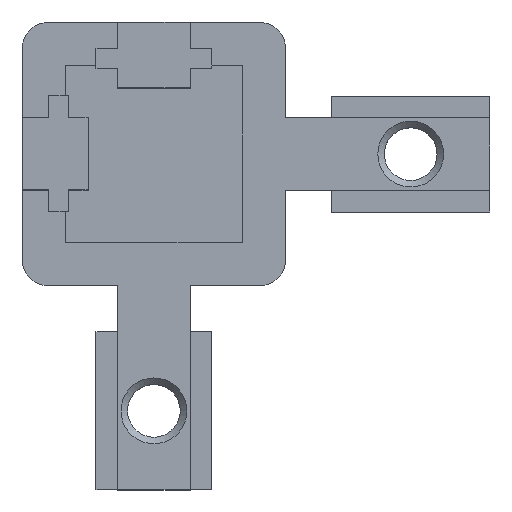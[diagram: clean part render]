
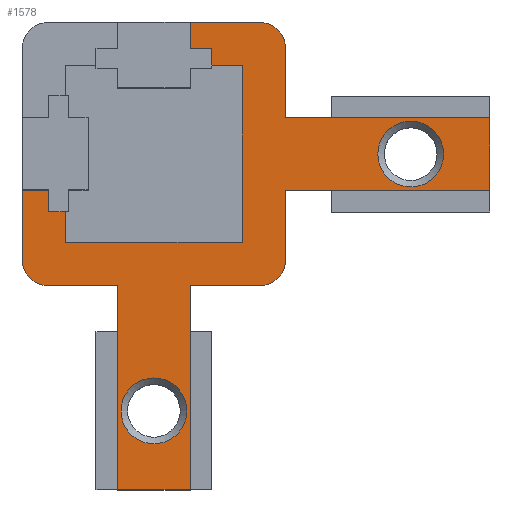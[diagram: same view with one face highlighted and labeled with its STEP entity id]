
A CAD part, top view. The second image highlights one B-rep face of the part: STEP entity #1578.
In plain terms, the highlighted planar face has unit normal (0, 0, 1).
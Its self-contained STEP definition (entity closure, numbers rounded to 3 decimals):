
#23=FACE_BOUND('',#171,.T.);
#24=FACE_BOUND('',#172,.T.);
#32=CIRCLE('',#1670,2.);
#33=CIRCLE('',#1679,2.);
#34=CIRCLE('',#1680,2.);
#35=CIRCLE('',#1681,2.5);
#36=CIRCLE('',#1682,2.5);
#37=CIRCLE('',#1683,2.5);
#38=CIRCLE('',#1684,2.5);
#92=FACE_OUTER_BOUND('',#170,.T.);
#170=EDGE_LOOP('',(#1091,#1092,#1093,#1094,#1095,#1096,#1097,#1098,#1099,
#1100,#1101,#1102,#1103,#1104,#1105,#1106,#1107,#1108,#1109,#1110,#1111));
#171=EDGE_LOOP('',(#1112,#1113));
#172=EDGE_LOOP('',(#1114,#1115));
#243=LINE('',#2219,#439);
#260=LINE('',#2252,#456);
#262=LINE('',#2261,#458);
#272=LINE('',#2280,#468);
#281=LINE('',#2299,#477);
#282=LINE('',#2301,#478);
#283=LINE('',#2303,#479);
#284=LINE('',#2307,#480);
#285=LINE('',#2309,#481);
#286=LINE('',#2311,#482);
#287=LINE('',#2313,#483);
#288=LINE('',#2315,#484);
#289=LINE('',#2317,#485);
#290=LINE('',#2319,#486);
#291=LINE('',#2321,#487);
#292=LINE('',#2325,#488);
#293=LINE('',#2327,#489);
#294=LINE('',#2328,#490);
#439=VECTOR('',#1785,1.);
#456=VECTOR('',#1810,1.);
#458=VECTOR('',#1820,1.);
#468=VECTOR('',#1834,1.);
#477=VECTOR('',#1853,1.);
#478=VECTOR('',#1854,1.);
#479=VECTOR('',#1855,1.);
#480=VECTOR('',#1858,1.);
#481=VECTOR('',#1859,1.);
#482=VECTOR('',#1860,1.);
#483=VECTOR('',#1861,1.);
#484=VECTOR('',#1862,1.);
#485=VECTOR('',#1863,1.);
#486=VECTOR('',#1864,1.);
#487=VECTOR('',#1865,1.);
#488=VECTOR('',#1868,1.);
#489=VECTOR('',#1869,1.);
#490=VECTOR('',#1870,1.);
#635=VERTEX_POINT('',#2217);
#636=VERTEX_POINT('',#2218);
#648=VERTEX_POINT('',#2250);
#650=VERTEX_POINT('',#2256);
#651=VERTEX_POINT('',#2260);
#658=VERTEX_POINT('',#2278);
#663=VERTEX_POINT('',#2298);
#664=VERTEX_POINT('',#2300);
#665=VERTEX_POINT('',#2302);
#666=VERTEX_POINT('',#2304);
#667=VERTEX_POINT('',#2306);
#668=VERTEX_POINT('',#2308);
#669=VERTEX_POINT('',#2310);
#670=VERTEX_POINT('',#2312);
#671=VERTEX_POINT('',#2314);
#672=VERTEX_POINT('',#2316);
#673=VERTEX_POINT('',#2318);
#674=VERTEX_POINT('',#2320);
#675=VERTEX_POINT('',#2322);
#676=VERTEX_POINT('',#2324);
#677=VERTEX_POINT('',#2326);
#678=VERTEX_POINT('',#2329);
#679=VERTEX_POINT('',#2330);
#680=VERTEX_POINT('',#2333);
#681=VERTEX_POINT('',#2334);
#795=EDGE_CURVE('',#635,#636,#243,.T.);
#812=EDGE_CURVE('',#635,#648,#260,.T.);
#815=EDGE_CURVE('',#650,#648,#32,.T.);
#816=EDGE_CURVE('',#650,#651,#262,.T.);
#826=EDGE_CURVE('',#651,#658,#272,.T.);
#835=EDGE_CURVE('',#658,#663,#281,.T.);
#836=EDGE_CURVE('',#664,#663,#282,.T.);
#837=EDGE_CURVE('',#664,#665,#283,.T.);
#838=EDGE_CURVE('',#665,#666,#33,.T.);
#839=EDGE_CURVE('',#667,#666,#284,.T.);
#840=EDGE_CURVE('',#667,#668,#285,.T.);
#841=EDGE_CURVE('',#668,#669,#286,.T.);
#842=EDGE_CURVE('',#670,#669,#287,.T.);
#843=EDGE_CURVE('',#671,#670,#288,.T.);
#844=EDGE_CURVE('',#671,#672,#289,.T.);
#845=EDGE_CURVE('',#673,#672,#290,.T.);
#846=EDGE_CURVE('',#674,#673,#291,.T.);
#847=EDGE_CURVE('',#674,#675,#34,.T.);
#848=EDGE_CURVE('',#675,#676,#292,.T.);
#849=EDGE_CURVE('',#676,#677,#293,.T.);
#850=EDGE_CURVE('',#636,#677,#294,.T.);
#851=EDGE_CURVE('',#678,#679,#35,.T.);
#852=EDGE_CURVE('',#679,#678,#36,.T.);
#853=EDGE_CURVE('',#680,#681,#37,.T.);
#854=EDGE_CURVE('',#681,#680,#38,.T.);
#1091=ORIENTED_EDGE('',*,*,#795,.F.);
#1092=ORIENTED_EDGE('',*,*,#812,.T.);
#1093=ORIENTED_EDGE('',*,*,#815,.F.);
#1094=ORIENTED_EDGE('',*,*,#816,.T.);
#1095=ORIENTED_EDGE('',*,*,#826,.T.);
#1096=ORIENTED_EDGE('',*,*,#835,.T.);
#1097=ORIENTED_EDGE('',*,*,#836,.F.);
#1098=ORIENTED_EDGE('',*,*,#837,.T.);
#1099=ORIENTED_EDGE('',*,*,#838,.T.);
#1100=ORIENTED_EDGE('',*,*,#839,.F.);
#1101=ORIENTED_EDGE('',*,*,#840,.T.);
#1102=ORIENTED_EDGE('',*,*,#841,.T.);
#1103=ORIENTED_EDGE('',*,*,#842,.F.);
#1104=ORIENTED_EDGE('',*,*,#843,.F.);
#1105=ORIENTED_EDGE('',*,*,#844,.T.);
#1106=ORIENTED_EDGE('',*,*,#845,.F.);
#1107=ORIENTED_EDGE('',*,*,#846,.F.);
#1108=ORIENTED_EDGE('',*,*,#847,.T.);
#1109=ORIENTED_EDGE('',*,*,#848,.T.);
#1110=ORIENTED_EDGE('',*,*,#849,.T.);
#1111=ORIENTED_EDGE('',*,*,#850,.F.);
#1112=ORIENTED_EDGE('',*,*,#851,.T.);
#1113=ORIENTED_EDGE('',*,*,#852,.T.);
#1114=ORIENTED_EDGE('',*,*,#853,.T.);
#1115=ORIENTED_EDGE('',*,*,#854,.T.);
#1515=PLANE('',#1678);
#1578=ADVANCED_FACE('',(#92,#23,#24),#1515,.T.);
#1670=AXIS2_PLACEMENT_3D('',#2258,#1816,#1817);
#1678=AXIS2_PLACEMENT_3D('',#2297,#1851,#1852);
#1679=AXIS2_PLACEMENT_3D('',#2305,#1856,#1857);
#1680=AXIS2_PLACEMENT_3D('',#2323,#1866,#1867);
#1681=AXIS2_PLACEMENT_3D('',#2331,#1871,#1872);
#1682=AXIS2_PLACEMENT_3D('',#2332,#1873,#1874);
#1683=AXIS2_PLACEMENT_3D('',#2335,#1875,#1876);
#1684=AXIS2_PLACEMENT_3D('',#2336,#1877,#1878);
#1785=DIRECTION('',(0.,-1.,0.));
#1810=DIRECTION('',(1.,0.,0.));
#1816=DIRECTION('center_axis',(0.,0.,-1.));
#1817=DIRECTION('ref_axis',(1.,0.,0.));
#1820=DIRECTION('',(0.,1.,0.));
#1834=DIRECTION('',(1.,0.,0.));
#1851=DIRECTION('center_axis',(0.,0.,1.));
#1852=DIRECTION('ref_axis',(1.,0.,0.));
#1853=DIRECTION('',(0.,1.,0.));
#1854=DIRECTION('',(1.,0.,0.));
#1855=DIRECTION('',(0.,1.,0.));
#1856=DIRECTION('center_axis',(0.,0.,1.));
#1857=DIRECTION('ref_axis',(1.,0.,0.));
#1858=DIRECTION('',(1.,0.,0.));
#1859=DIRECTION('',(0.,-1.,0.));
#1860=DIRECTION('',(1.,0.,0.));
#1861=DIRECTION('',(0.,1.,0.));
#1862=DIRECTION('',(1.,0.,0.));
#1863=DIRECTION('',(0.,1.,0.));
#1864=DIRECTION('',(1.,0.,0.));
#1865=DIRECTION('',(0.,1.,0.));
#1866=DIRECTION('center_axis',(0.,0.,1.));
#1867=DIRECTION('ref_axis',(1.,0.,0.));
#1868=DIRECTION('',(1.,0.,0.));
#1869=DIRECTION('',(0.,-1.,0.));
#1870=DIRECTION('',(-1.,0.,0.));
#1871=DIRECTION('center_axis',(0.,0.,-1.));
#1872=DIRECTION('ref_axis',(-1.,0.,0.));
#1873=DIRECTION('center_axis',(0.,0.,-1.));
#1874=DIRECTION('ref_axis',(-1.,0.,0.));
#1875=DIRECTION('center_axis',(0.,0.,-1.));
#1876=DIRECTION('ref_axis',(0.,-1.,0.));
#1877=DIRECTION('center_axis',(0.,0.,-1.));
#1878=DIRECTION('ref_axis',(0.,-1.,0.));
#2217=CARTESIAN_POINT('',(12.75,0.,5.5));
#2218=CARTESIAN_POINT('',(12.75,-15.5,5.5));
#2219=CARTESIAN_POINT('',(12.75,0.,5.5));
#2250=CARTESIAN_POINT('',(18.,0.,5.5));
#2252=CARTESIAN_POINT('',(0.,0.,5.5));
#2256=CARTESIAN_POINT('',(20.,2.,5.5));
#2258=CARTESIAN_POINT('Origin',(18.,2.,5.5));
#2260=CARTESIAN_POINT('',(20.,7.25,5.5));
#2261=CARTESIAN_POINT('',(20.,0.,5.5));
#2278=CARTESIAN_POINT('',(35.5,7.25,5.5));
#2280=CARTESIAN_POINT('',(20.,7.25,5.5));
#2297=CARTESIAN_POINT('Origin',(15.566,4.434,5.5));
#2298=CARTESIAN_POINT('',(35.5,12.75,5.5));
#2299=CARTESIAN_POINT('',(35.5,7.25,5.5));
#2300=CARTESIAN_POINT('',(20.,12.75,5.5));
#2301=CARTESIAN_POINT('',(20.,12.75,5.5));
#2302=CARTESIAN_POINT('',(20.,18.,5.5));
#2303=CARTESIAN_POINT('',(20.,0.,5.5));
#2304=CARTESIAN_POINT('',(18.,20.,5.5));
#2305=CARTESIAN_POINT('Origin',(18.,18.,5.5));
#2306=CARTESIAN_POINT('',(12.75,20.,5.5));
#2307=CARTESIAN_POINT('',(0.,20.,5.5));
#2308=CARTESIAN_POINT('',(12.75,16.7,5.5));
#2309=CARTESIAN_POINT('',(12.75,10.,5.5));
#2310=CARTESIAN_POINT('',(16.7,16.7,5.5));
#2311=CARTESIAN_POINT('',(3.3,16.7,5.5));
#2312=CARTESIAN_POINT('',(16.7,3.3,5.5));
#2313=CARTESIAN_POINT('',(16.7,3.3,5.5));
#2314=CARTESIAN_POINT('',(3.3,3.3,5.5));
#2315=CARTESIAN_POINT('',(3.3,3.3,5.5));
#2316=CARTESIAN_POINT('',(3.3,7.25,5.5));
#2317=CARTESIAN_POINT('',(3.3,3.3,5.5));
#2318=CARTESIAN_POINT('',(0.,7.25,5.5));
#2319=CARTESIAN_POINT('',(0.,7.25,5.5));
#2320=CARTESIAN_POINT('',(0.,2.,5.5));
#2321=CARTESIAN_POINT('',(0.,0.,5.5));
#2322=CARTESIAN_POINT('',(2.,0.,5.5));
#2323=CARTESIAN_POINT('Origin',(2.,2.,5.5));
#2324=CARTESIAN_POINT('',(7.25,0.,5.5));
#2325=CARTESIAN_POINT('',(0.,0.,5.5));
#2326=CARTESIAN_POINT('',(7.25,-15.5,5.5));
#2327=CARTESIAN_POINT('',(7.25,0.,5.5));
#2328=CARTESIAN_POINT('',(12.75,-15.5,5.5));
#2329=CARTESIAN_POINT('',(27.,10.,5.5));
#2330=CARTESIAN_POINT('',(32.,10.,5.5));
#2331=CARTESIAN_POINT('Origin',(29.5,10.,5.5));
#2332=CARTESIAN_POINT('Origin',(29.5,10.,5.5));
#2333=CARTESIAN_POINT('',(10.,-12.,5.5));
#2334=CARTESIAN_POINT('',(10.,-7.,5.5));
#2335=CARTESIAN_POINT('Origin',(10.,-9.5,5.5));
#2336=CARTESIAN_POINT('Origin',(10.,-9.5,5.5));
